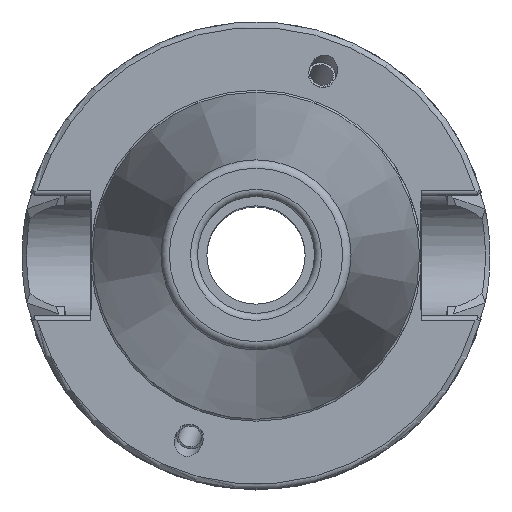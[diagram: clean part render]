
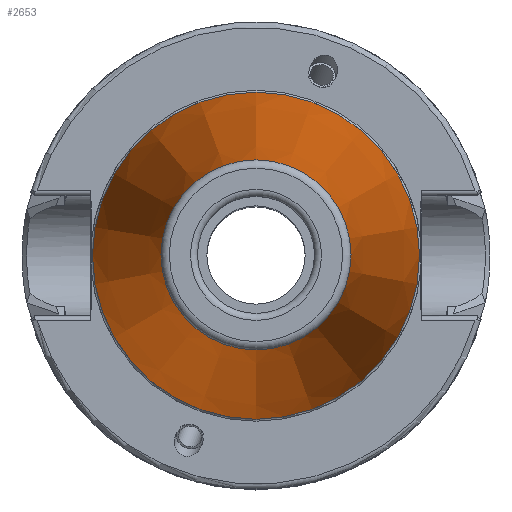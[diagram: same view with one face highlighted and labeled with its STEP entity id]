
A CAD part, top view. The second image highlights one B-rep face of the part: STEP entity #2653.
In plain terms, the highlighted conical face has half-angle 8.297 degrees and reference radius 27.629 mm.
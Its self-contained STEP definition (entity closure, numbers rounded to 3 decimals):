
#54=CONICAL_SURFACE('',#2960,27.629,0.145);
#280=CIRCLE('',#2914,20.304);
#281=CIRCLE('',#2915,20.304);
#306=CIRCLE('',#2959,34.954);
#488=FACE_OUTER_BOUND('',#662,.T.);
#662=EDGE_LOOP('',(#2493,#2494,#2495,#2496,#2497));
#899=LINE('',#5676,#1043);
#1043=VECTOR('',#3674,27.629);
#1286=VERTEX_POINT('',#5600);
#1287=VERTEX_POINT('',#5602);
#1306=VERTEX_POINT('',#5672);
#1669=EDGE_CURVE('',#1286,#1287,#280,.T.);
#1670=EDGE_CURVE('',#1287,#1286,#281,.T.);
#1701=EDGE_CURVE('',#1306,#1306,#306,.T.);
#1703=EDGE_CURVE('',#1287,#1306,#899,.T.);
#2493=ORIENTED_EDGE('',*,*,#1670,.F.);
#2494=ORIENTED_EDGE('',*,*,#1703,.T.);
#2495=ORIENTED_EDGE('',*,*,#1701,.T.);
#2496=ORIENTED_EDGE('',*,*,#1703,.F.);
#2497=ORIENTED_EDGE('',*,*,#1669,.F.);
#2653=ADVANCED_FACE('',(#488),#54,.T.);
#2914=AXIS2_PLACEMENT_3D('',#5603,#3573,#3574);
#2915=AXIS2_PLACEMENT_3D('',#5604,#3575,#3576);
#2959=AXIS2_PLACEMENT_3D('',#5673,#3669,#3670);
#2960=AXIS2_PLACEMENT_3D('',#5675,#3672,#3673);
#3573=DIRECTION('center_axis',(0.,0.,1.));
#3574=DIRECTION('ref_axis',(1.,0.,0.));
#3575=DIRECTION('center_axis',(0.,0.,1.));
#3576=DIRECTION('ref_axis',(1.,0.,0.));
#3669=DIRECTION('center_axis',(0.,0.,1.));
#3670=DIRECTION('ref_axis',(1.,0.,0.));
#3672=DIRECTION('center_axis',(0.,0.,-1.));
#3673=DIRECTION('ref_axis',(0.,-1.,0.));
#3674=DIRECTION('',(0.,0.144,-0.99));
#5600=CARTESIAN_POINT('',(20.304,0.,100.26));
#5602=CARTESIAN_POINT('',(0.,20.304,100.26));
#5603=CARTESIAN_POINT('Origin',(0.,0.,100.26));
#5604=CARTESIAN_POINT('Origin',(0.,0.,100.26));
#5672=CARTESIAN_POINT('',(0.,34.954,-0.2));
#5673=CARTESIAN_POINT('Origin',(0.,0.,-0.2));
#5675=CARTESIAN_POINT('Origin',(0.,0.,50.03));
#5676=CARTESIAN_POINT('',(0.,27.629,50.03));
